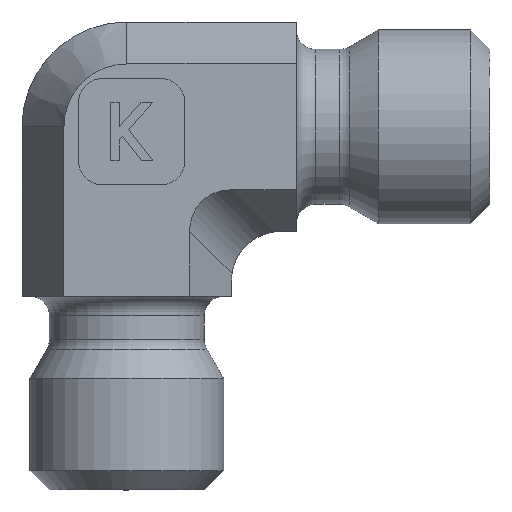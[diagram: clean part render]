
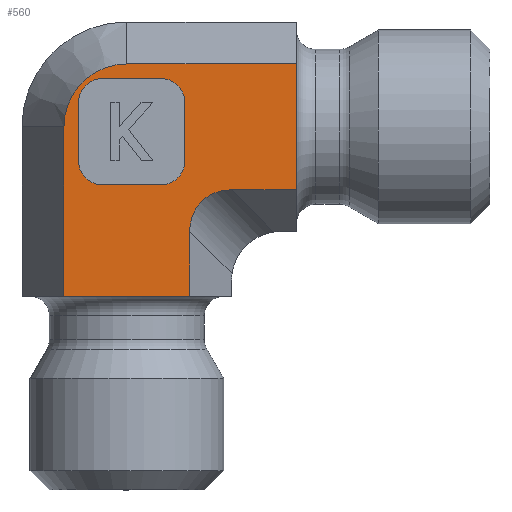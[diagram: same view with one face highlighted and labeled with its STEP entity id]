
A CAD part, left-side view. The second image highlights one B-rep face of the part: STEP entity #560.
In plain terms, the highlighted planar face has unit normal (-1, 0, 0).
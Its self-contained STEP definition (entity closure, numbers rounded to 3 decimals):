
#239=CARTESIAN_POINT('',(-24.485,6.946,2.));
#240=VERTEX_POINT('',#239);
#247=CARTESIAN_POINT('',(-24.485,12.142,2.));
#248=VERTEX_POINT('',#247);
#249=CARTESIAN_POINT('',(-24.485,12.142,2.));
#250=DIRECTION('',(0.0,-1.0,0.0));
#251=VECTOR('',#250,5.196);
#252=LINE('',#249,#251);
#253=EDGE_CURVE('',#248,#240,#252,.T.);
#408=CARTESIAN_POINT('',(-24.485,12.142,9.0));
#409=VERTEX_POINT('',#408);
#410=CARTESIAN_POINT('',(-24.485,12.142,2.));
#411=DIRECTION('',(0.0,0.0,1.0));
#412=VECTOR('',#411,7.);
#413=LINE('',#410,#412);
#414=EDGE_CURVE('',#248,#409,#413,.T.);
#433=CARTESIAN_POINT('',(-24.485,6.946,0.0));
#434=DIRECTION('',(-1.0,0.0,0.0));
#435=DIRECTION('',(0.0,0.0,1.0));
#436=AXIS2_PLACEMENT_3D('',#433,#434,#435);
#437=PLANE('',#436);
#438=ORIENTED_EDGE('',*,*,#253,.T.);
#439=CARTESIAN_POINT('',(-24.485,6.946,4.67));
#440=VERTEX_POINT('',#439);
#441=CARTESIAN_POINT('',(-24.485,6.946,2.));
#442=DIRECTION('',(0.0,0.0,1.0));
#443=VECTOR('',#442,2.67);
#444=LINE('',#441,#443);
#445=EDGE_CURVE('',#240,#440,#444,.T.);
#446=ORIENTED_EDGE('',*,*,#445,.T.);
#447=CARTESIAN_POINT('',(-24.485,5.214,6.402));
#448=VERTEX_POINT('',#447);
#449=CARTESIAN_POINT('',(-24.485,4.636,4.093));
#450=DIRECTION('',(-1.0,0.0,0.0));
#451=DIRECTION('',(0.0,0.707,0.707));
#452=AXIS2_PLACEMENT_3D('',#449,#450,#451);
#453=ELLIPSE('',#452,2.582,2.0);
#454=EDGE_CURVE('',#448,#440,#453,.T.);
#455=ORIENTED_EDGE('',*,*,#454,.F.);
#456=CARTESIAN_POINT('',(-24.485,2.544,6.402));
#457=VERTEX_POINT('',#456);
#458=CARTESIAN_POINT('',(-24.485,5.214,6.402));
#459=DIRECTION('',(0.0,-1.0,0.0));
#460=VECTOR('',#459,2.67);
#461=LINE('',#458,#460);
#462=EDGE_CURVE('',#448,#457,#461,.T.);
#463=ORIENTED_EDGE('',*,*,#462,.T.);
#464=CARTESIAN_POINT('',(-24.485,2.544,11.598));
#465=VERTEX_POINT('',#464);
#466=CARTESIAN_POINT('',(-24.485,2.544,6.402));
#467=DIRECTION('',(0.0,0.0,1.0));
#468=VECTOR('',#467,5.196);
#469=LINE('',#466,#468);
#470=EDGE_CURVE('',#457,#465,#469,.T.);
#471=ORIENTED_EDGE('',*,*,#470,.T.);
#472=CARTESIAN_POINT('',(-24.485,9.544,11.598));
#473=VERTEX_POINT('',#472);
#474=CARTESIAN_POINT('',(-24.485,9.544,11.598));
#475=DIRECTION('',(0.0,-1.0,0.0));
#476=VECTOR('',#475,7.0);
#477=LINE('',#474,#476);
#478=EDGE_CURVE('',#473,#465,#477,.T.);
#479=ORIENTED_EDGE('',*,*,#478,.F.);
#480=CARTESIAN_POINT('',(-24.485,9.544,9.0));
#481=DIRECTION('',(-1.0,0.0,0.0));
#482=DIRECTION('',(0.0,0.0,1.0));
#483=AXIS2_PLACEMENT_3D('',#480,#481,#482);
#484=CIRCLE('',#483,2.598);
#485=EDGE_CURVE('',#473,#409,#484,.T.);
#486=ORIENTED_EDGE('',*,*,#485,.T.);
#487=ORIENTED_EDGE('',*,*,#414,.F.);
#488=EDGE_LOOP('',(#438,#446,#455,#463,#471,#479,#486,#487));
#489=FACE_OUTER_BOUND('',#488,.T.);
#490=CARTESIAN_POINT('',(-24.485,10.544,11.));
#491=VERTEX_POINT('',#490);
#492=CARTESIAN_POINT('',(-24.485,11.544,10.));
#493=VERTEX_POINT('',#492);
#494=CARTESIAN_POINT('',(-24.485,10.544,10.));
#495=DIRECTION('',(-1.0,0.0,0.0));
#496=DIRECTION('',(0.0,0.707,0.707));
#497=AXIS2_PLACEMENT_3D('',#494,#495,#496);
#498=CIRCLE('',#497,1.0);
#499=EDGE_CURVE('',#491,#493,#498,.T.);
#500=ORIENTED_EDGE('',*,*,#499,.F.);
#501=CARTESIAN_POINT('',(-24.485,8.144,11.));
#502=VERTEX_POINT('',#501);
#503=CARTESIAN_POINT('',(-24.485,10.544,11.));
#504=DIRECTION('',(0.0,-1.0,0.0));
#505=VECTOR('',#504,2.4);
#506=LINE('',#503,#505);
#507=EDGE_CURVE('',#491,#502,#506,.T.);
#508=ORIENTED_EDGE('',*,*,#507,.T.);
#509=CARTESIAN_POINT('',(-24.485,7.144,10.));
#510=VERTEX_POINT('',#509);
#511=CARTESIAN_POINT('',(-24.485,8.144,10.));
#512=DIRECTION('',(-1.0,0.0,0.0));
#513=DIRECTION('',(0.0,-0.707,0.707));
#514=AXIS2_PLACEMENT_3D('',#511,#512,#513);
#515=CIRCLE('',#514,1.0);
#516=EDGE_CURVE('',#510,#502,#515,.T.);
#517=ORIENTED_EDGE('',*,*,#516,.F.);
#518=CARTESIAN_POINT('',(-24.485,7.144,7.6));
#519=VERTEX_POINT('',#518);
#520=CARTESIAN_POINT('',(-24.485,7.144,10.));
#521=DIRECTION('',(0.0,0.0,-1.0));
#522=VECTOR('',#521,2.4);
#523=LINE('',#520,#522);
#524=EDGE_CURVE('',#510,#519,#523,.T.);
#525=ORIENTED_EDGE('',*,*,#524,.T.);
#526=CARTESIAN_POINT('',(-24.485,8.144,6.6));
#527=VERTEX_POINT('',#526);
#528=CARTESIAN_POINT('',(-24.485,8.144,7.6));
#529=DIRECTION('',(-1.0,0.0,0.0));
#530=DIRECTION('',(0.0,-0.707,-0.707));
#531=AXIS2_PLACEMENT_3D('',#528,#529,#530);
#532=CIRCLE('',#531,1.0);
#533=EDGE_CURVE('',#527,#519,#532,.T.);
#534=ORIENTED_EDGE('',*,*,#533,.F.);
#535=CARTESIAN_POINT('',(-24.485,10.544,6.6));
#536=VERTEX_POINT('',#535);
#537=CARTESIAN_POINT('',(-24.485,8.144,6.6));
#538=DIRECTION('',(0.0,1.0,0.0));
#539=VECTOR('',#538,2.4);
#540=LINE('',#537,#539);
#541=EDGE_CURVE('',#527,#536,#540,.T.);
#542=ORIENTED_EDGE('',*,*,#541,.T.);
#543=CARTESIAN_POINT('',(-24.485,11.544,7.6));
#544=VERTEX_POINT('',#543);
#545=CARTESIAN_POINT('',(-24.485,10.544,7.6));
#546=DIRECTION('',(-1.0,0.0,0.0));
#547=DIRECTION('',(0.0,0.707,-0.707));
#548=AXIS2_PLACEMENT_3D('',#545,#546,#547);
#549=CIRCLE('',#548,1.0);
#550=EDGE_CURVE('',#544,#536,#549,.T.);
#551=ORIENTED_EDGE('',*,*,#550,.F.);
#552=CARTESIAN_POINT('',(-24.485,11.544,7.6));
#553=DIRECTION('',(0.0,0.0,1.0));
#554=VECTOR('',#553,2.4);
#555=LINE('',#552,#554);
#556=EDGE_CURVE('',#544,#493,#555,.T.);
#557=ORIENTED_EDGE('',*,*,#556,.T.);
#558=EDGE_LOOP('',(#500,#508,#517,#525,#534,#542,#551,#557));
#559=FACE_BOUND('',#558,.T.);
#560=ADVANCED_FACE('',(#489,#559),#437,.T.);
